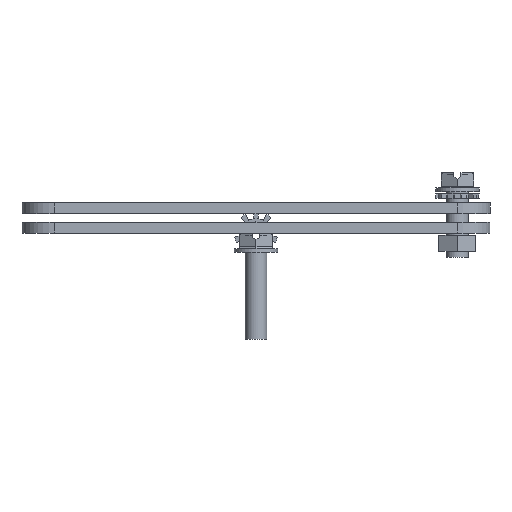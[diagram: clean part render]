
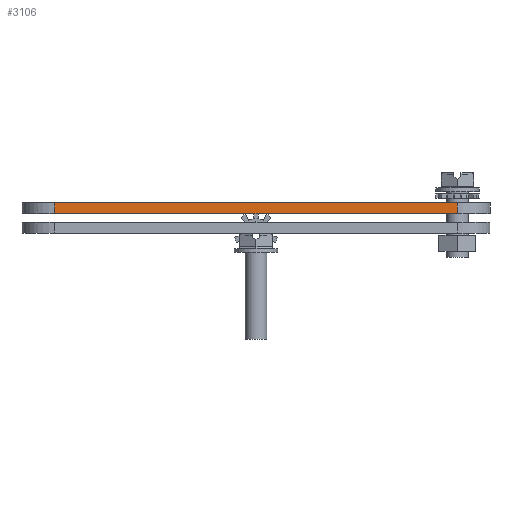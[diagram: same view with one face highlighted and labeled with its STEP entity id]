
A CAD part, left-side view. The second image highlights one B-rep face of the part: STEP entity #3106.
In plain terms, the highlighted planar face has unit normal (-1, 0, 0).
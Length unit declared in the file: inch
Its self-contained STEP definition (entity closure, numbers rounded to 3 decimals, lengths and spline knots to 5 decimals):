
#840 = EDGE_CURVE ( 'NONE', #5778, #4870, #2747, .T. ) ;
#1107 = ORIENTED_EDGE ( 'NONE', *, *, #2580, .T. ) ;
#1165 = DIRECTION ( 'NONE',  ( 0., 1., 0. ) ) ;
#1240 = DIRECTION ( 'NONE',  ( -1., 0., 0. ) ) ;
#1274 = FACE_OUTER_BOUND ( 'NONE', #2213, .T. ) ;
#1441 = EDGE_CURVE ( 'NONE', #3227, #4870, #3083, .T. ) ;
#1898 = DIRECTION ( 'NONE',  ( 0., -1., 0. ) ) ;
#2127 = AXIS2_PLACEMENT_3D ( 'NONE', #6145, #1240, #4440 ) ;
#2177 = ORIENTED_EDGE ( 'NONE', *, *, #5447, .T. ) ;
#2213 = EDGE_LOOP ( 'NONE', ( #2555, #6686, #2177, #1107 ) ) ;
#2314 = CARTESIAN_POINT ( 'NONE',  ( -2.6875, -2.3125, 0.35 ) ) ;
#2555 = ORIENTED_EDGE ( 'NONE', *, *, #840, .T. ) ;
#2580 = EDGE_CURVE ( 'NONE', #3242, #5778, #3814, .T. ) ;
#2747 = LINE ( 'NONE', #3836, #5135 ) ;
#3083 = LINE ( 'NONE', #4820, #3969 ) ;
#3106 = ADVANCED_FACE ( 'NONE', ( #1274 ), #3875, .T. ) ;
#3227 = VERTEX_POINT ( 'NONE', #5144 ) ;
#3242 = VERTEX_POINT ( 'NONE', #4115 ) ;
#3523 = VECTOR ( 'NONE', #1898, 39.37008 ) ;
#3542 = LINE ( 'NONE', #6877, #3523 ) ;
#3744 = DIRECTION ( 'NONE',  ( 0., 0., 1. ) ) ;
#3814 = LINE ( 'NONE', #4881, #4112 ) ;
#3836 = CARTESIAN_POINT ( 'NONE',  ( -2.6875, 2.3125, 0.35 ) ) ;
#3875 = PLANE ( 'NONE',  #2127 ) ;
#3969 = VECTOR ( 'NONE', #4250, 39.37008 ) ;
#4112 = VECTOR ( 'NONE', #3744, 39.37008 ) ;
#4115 = CARTESIAN_POINT ( 'NONE',  ( -2.6875, -2.3125, 0.225 ) ) ;
#4250 = DIRECTION ( 'NONE',  ( 0., 0., 1. ) ) ;
#4440 = DIRECTION ( 'NONE',  ( 0., -1., 0. ) ) ;
#4820 = CARTESIAN_POINT ( 'NONE',  ( -2.6875, 2.3125, 0.35 ) ) ;
#4870 = VERTEX_POINT ( 'NONE', #4872 ) ;
#4872 = CARTESIAN_POINT ( 'NONE',  ( -2.6875, 2.3125, 0.35 ) ) ;
#4881 = CARTESIAN_POINT ( 'NONE',  ( -2.6875, -2.3125, 0.35 ) ) ;
#5135 = VECTOR ( 'NONE', #1165, 39.37008 ) ;
#5144 = CARTESIAN_POINT ( 'NONE',  ( -2.6875, 2.3125, 0.225 ) ) ;
#5447 = EDGE_CURVE ( 'NONE', #3227, #3242, #3542, .T. ) ;
#5778 = VERTEX_POINT ( 'NONE', #2314 ) ;
#6145 = CARTESIAN_POINT ( 'NONE',  ( -2.6875, -2.3125, 0.35 ) ) ;
#6686 = ORIENTED_EDGE ( 'NONE', *, *, #1441, .F. ) ;
#6877 = CARTESIAN_POINT ( 'NONE',  ( -2.6875, -2.3125, 0.225 ) ) ;
